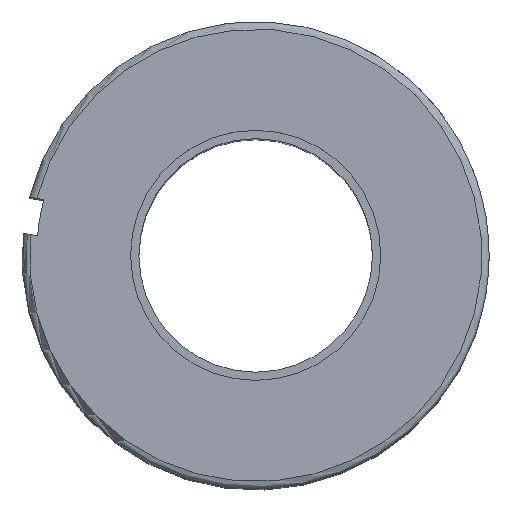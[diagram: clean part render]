
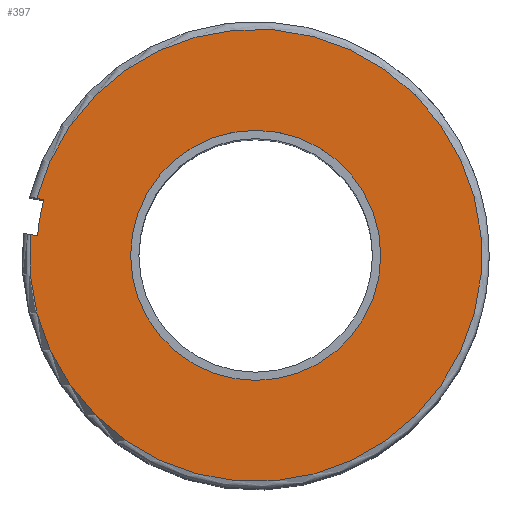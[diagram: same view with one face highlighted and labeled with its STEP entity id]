
A CAD part, top view. The second image highlights one B-rep face of the part: STEP entity #397.
In plain terms, the highlighted planar face has unit normal (0, 0, 1).
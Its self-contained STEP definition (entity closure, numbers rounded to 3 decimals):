
#35=LINE('',#623,#59);
#36=LINE('',#627,#60);
#59=VECTOR('',#496,1000.);
#60=VECTOR('',#499,1000.);
#83=ORIENTED_EDGE('',*,*,#187,.T.);
#84=ORIENTED_EDGE('',*,*,#188,.F.);
#85=ORIENTED_EDGE('',*,*,#189,.F.);
#86=ORIENTED_EDGE('',*,*,#190,.T.);
#87=ORIENTED_EDGE('',*,*,#191,.F.);
#187=EDGE_CURVE('',#239,#239,#277,.T.);
#188=EDGE_CURVE('',#240,#241,#278,.T.);
#189=EDGE_CURVE('',#242,#240,#35,.T.);
#190=EDGE_CURVE('',#242,#243,#279,.T.);
#191=EDGE_CURVE('',#241,#243,#36,.T.);
#239=VERTEX_POINT('',#619);
#240=VERTEX_POINT('',#621);
#241=VERTEX_POINT('',#622);
#242=VERTEX_POINT('',#624);
#243=VERTEX_POINT('',#626);
#277=CIRCLE('',#438,3.4);
#278=CIRCLE('',#439,6.15);
#279=CIRCLE('',#440,5.953);
#301=EDGE_LOOP('',(#83));
#302=EDGE_LOOP('',(#84,#85,#86,#87));
#341=FACE_BOUND('',#301,.T.);
#342=FACE_BOUND('',#302,.T.);
#381=PLANE('',#437);
#397=ADVANCED_FACE('',(#341,#342),#381,.T.);
#437=AXIS2_PLACEMENT_3D('',#617,#490,#491);
#438=AXIS2_PLACEMENT_3D('',#618,#492,#493);
#439=AXIS2_PLACEMENT_3D('',#620,#494,#495);
#440=AXIS2_PLACEMENT_3D('',#625,#497,#498);
#490=DIRECTION('',(0.,0.,1.));
#491=DIRECTION('',(1.,0.,0.));
#492=DIRECTION('',(0.,0.,-1.));
#493=DIRECTION('',(-1.,0.,0.));
#494=DIRECTION('',(0.,0.,-1.));
#495=DIRECTION('',(-1.,0.,0.));
#496=DIRECTION('',(-0.985,0.174,0.));
#497=DIRECTION('',(0.,0.,1.));
#498=DIRECTION('',(1.,0.,0.));
#499=DIRECTION('',(0.985,-0.174,0.));
#617=CARTESIAN_POINT('',(0.,6.15,9.525));
#618=CARTESIAN_POINT('',(0.,0.,9.525));
#619=CARTESIAN_POINT('',(-3.4,0.,9.525));
#620=CARTESIAN_POINT('',(0.,0.,9.525));
#621=CARTESIAN_POINT('',(-5.952,1.549,9.525));
#622=CARTESIAN_POINT('',(-6.124,0.564,9.525));
#623=CARTESIAN_POINT('',(-5.757,1.515,9.525));
#624=CARTESIAN_POINT('',(-5.757,1.515,9.525));
#625=CARTESIAN_POINT('',(0.,0.,9.525));
#626=CARTESIAN_POINT('',(-5.929,0.53,9.525));
#627=CARTESIAN_POINT('',(-6.322,0.599,9.525));
